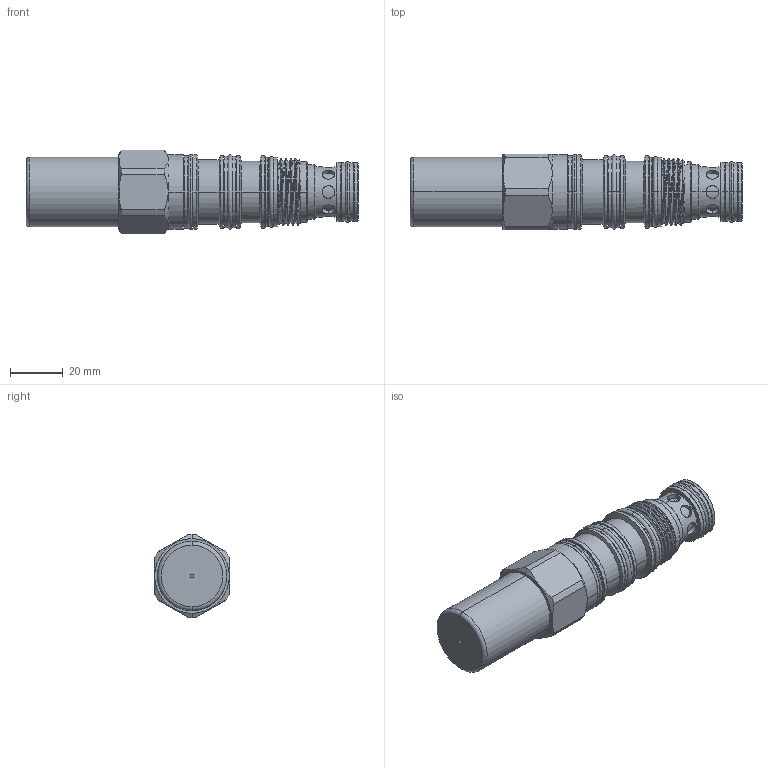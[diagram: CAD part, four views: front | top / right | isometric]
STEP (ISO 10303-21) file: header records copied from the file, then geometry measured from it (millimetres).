
FILE_DESCRIPTION (( 'STEP AP203' ), '1' );
FILE_NAME ('LB22A4P-C.STEP', '2020-07-07T03:05:53', ( '' ), ( '' ), 'SwSTEP 2.0', 'SolidWorks 2018', '' );
FILE_SCHEMA (( 'CONFIG_CONTROL_DESIGN' ));
Length unit declared in the file: millimetre
Products named in the file (1): LB22A4P-C
Bounding box: 125.43 x 28.57 x 31.6 mm (x, y, z)
Volume: 64559.1 mm3; surface area: 16137.2 mm2
Topology: 4 solids, 4 shells, 218 faces, 504 edges, 318 vertices
Faces by surface type: cylinder 129, plane 36, cone 30, torus 21, bspline 2
Entity records: 8031 total; most frequent: CARTESIAN_POINT 3052, DIRECTION 1055, ORIENTED_EDGE 1008, EDGE_CURVE 504, AXIS2_PLACEMENT_3D 449, VERTEX_POINT 318, EDGE_LOOP 250, CIRCLE 232
